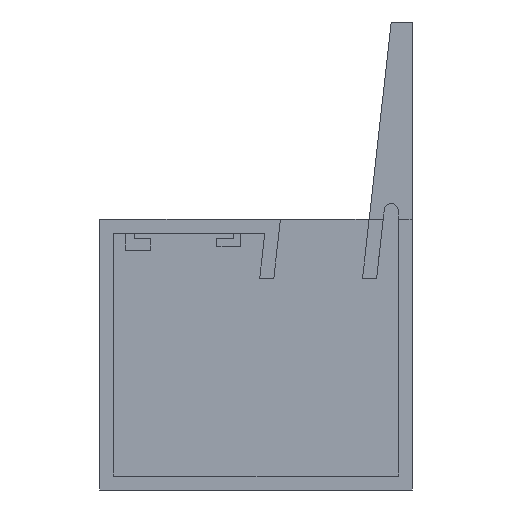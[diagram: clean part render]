
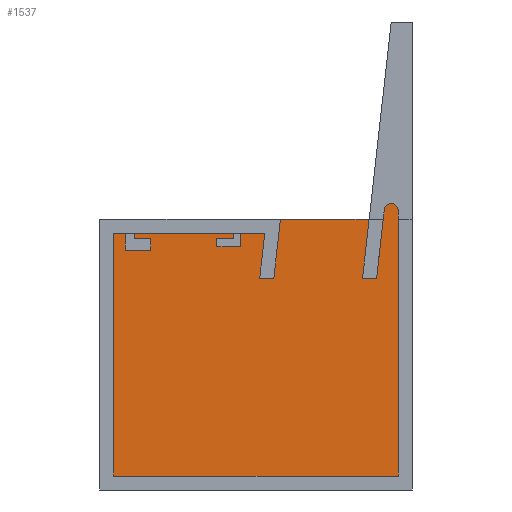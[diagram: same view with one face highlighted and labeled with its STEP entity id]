
A CAD part, left-side view. The second image highlights one B-rep face of the part: STEP entity #1537.
In plain terms, the highlighted planar face has unit normal (-1, 0, 0).
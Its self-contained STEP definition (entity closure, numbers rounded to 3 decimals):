
#63=PLANE('',#1639);
#140=FACE_OUTER_BOUND('',#221,.T.);
#221=EDGE_LOOP('',(#1413,#1414,#1415,#1416,#1417,#1418,#1419,#1420,#1421,
#1422,#1423,#1424,#1425,#1426));
#237=CIRCLE('',#1634,3.);
#338=LINE('',#2814,#485);
#344=LINE('',#2826,#491);
#385=LINE('',#4459,#532);
#390=LINE('',#4469,#537);
#414=LINE('',#4517,#561);
#429=LINE('',#4552,#576);
#432=LINE('',#4558,#579);
#435=LINE('',#4564,#582);
#438=LINE('',#4570,#585);
#441=LINE('',#4575,#588);
#443=LINE('',#4578,#590);
#447=LINE('',#4587,#594);
#448=LINE('',#4589,#595);
#485=VECTOR('',#1747,10.);
#491=VECTOR('',#1757,10.);
#532=VECTOR('',#1828,10.);
#537=VECTOR('',#1835,10.);
#561=VECTOR('',#1887,10.);
#576=VECTOR('',#1918,10.);
#579=VECTOR('',#1923,10.);
#582=VECTOR('',#1928,10.);
#585=VECTOR('',#1933,10.);
#588=VECTOR('',#1938,10.);
#590=VECTOR('',#1942,10.);
#594=VECTOR('',#1952,10.);
#595=VECTOR('',#1955,10.);
#672=VERTEX_POINT('',#2811);
#673=VERTEX_POINT('',#2813);
#677=VERTEX_POINT('',#2824);
#710=VERTEX_POINT('',#4456);
#711=VERTEX_POINT('',#4458);
#714=VERTEX_POINT('',#4466);
#715=VERTEX_POINT('',#4468);
#736=VERTEX_POINT('',#4549);
#737=VERTEX_POINT('',#4551);
#739=VERTEX_POINT('',#4557);
#741=VERTEX_POINT('',#4563);
#743=VERTEX_POINT('',#4569);
#745=VERTEX_POINT('',#4581);
#746=VERTEX_POINT('',#4585);
#839=EDGE_CURVE('',#673,#672,#338,.T.);
#845=EDGE_CURVE('',#672,#677,#344,.F.);
#905=EDGE_CURVE('',#711,#710,#385,.T.);
#910=EDGE_CURVE('',#715,#714,#390,.T.);
#935=EDGE_CURVE('',#710,#715,#414,.T.);
#952=EDGE_CURVE('',#737,#736,#429,.T.);
#955=EDGE_CURVE('',#739,#711,#432,.T.);
#958=EDGE_CURVE('',#741,#739,#435,.T.);
#961=EDGE_CURVE('',#714,#743,#438,.T.);
#964=EDGE_CURVE('',#677,#741,#441,.T.);
#966=EDGE_CURVE('',#743,#737,#443,.T.);
#969=EDGE_CURVE('',#736,#745,#237,.T.);
#971=EDGE_CURVE('',#745,#746,#447,.T.);
#972=EDGE_CURVE('',#746,#673,#448,.T.);
#1413=ORIENTED_EDGE('',*,*,#964,.T.);
#1414=ORIENTED_EDGE('',*,*,#958,.T.);
#1415=ORIENTED_EDGE('',*,*,#955,.T.);
#1416=ORIENTED_EDGE('',*,*,#905,.T.);
#1417=ORIENTED_EDGE('',*,*,#935,.T.);
#1418=ORIENTED_EDGE('',*,*,#910,.T.);
#1419=ORIENTED_EDGE('',*,*,#961,.T.);
#1420=ORIENTED_EDGE('',*,*,#966,.T.);
#1421=ORIENTED_EDGE('',*,*,#952,.T.);
#1422=ORIENTED_EDGE('',*,*,#969,.T.);
#1423=ORIENTED_EDGE('',*,*,#971,.T.);
#1424=ORIENTED_EDGE('',*,*,#972,.T.);
#1425=ORIENTED_EDGE('',*,*,#839,.T.);
#1426=ORIENTED_EDGE('',*,*,#845,.T.);
#1537=ADVANCED_FACE('',(#140),#63,.F.);
#1634=AXIS2_PLACEMENT_3D('',#4583,#1947,#1948);
#1639=AXIS2_PLACEMENT_3D('',#4594,#1962,#1963);
#1747=DIRECTION('',(0.,-0.111,0.994));
#1757=DIRECTION('',(0.,-1.,0.));
#1828=DIRECTION('',(0.,1.,0.));
#1835=DIRECTION('',(0.,1.,0.));
#1887=DIRECTION('',(0.,1.,0.));
#1918=DIRECTION('',(0.,0.,1.));
#1923=DIRECTION('',(0.,-0.111,0.994));
#1928=DIRECTION('',(0.,1.,0.));
#1933=DIRECTION('',(0.,0.,-1.));
#1938=DIRECTION('',(0.,0.111,-0.994));
#1942=DIRECTION('',(0.,-1.,0.));
#1947=DIRECTION('center_axis',(-1.,0.,0.));
#1948=DIRECTION('ref_axis',(0.,0.994,0.111));
#1952=DIRECTION('',(0.,0.111,-0.994));
#1955=DIRECTION('',(0.,1.,0.));
#1962=DIRECTION('center_axis',(1.,0.,0.));
#1963=DIRECTION('ref_axis',(0.,1.,0.));
#2811=CARTESIAN_POINT('',(16.1,-16.472,-93.643));
#2813=CARTESIAN_POINT('',(16.1,-13.654,-118.843));
#2814=CARTESIAN_POINT('',(16.1,-15.307,-104.063));
#2824=CARTESIAN_POINT('',(16.1,21.564,-93.643));
#2826=CARTESIAN_POINT('',(16.1,65.51,-93.643));
#4456=CARTESIAN_POINT('',(16.1,49.208,-99.643));
#4458=CARTESIAN_POINT('',(16.1,28.272,-99.643));
#4459=CARTESIAN_POINT('',(16.1,30.146,-99.643));
#4466=CARTESIAN_POINT('',(16.1,93.,-99.643));
#4468=CARTESIAN_POINT('',(16.1,76.792,-99.643));
#4469=CARTESIAN_POINT('',(16.1,30.146,-99.643));
#4517=CARTESIAN_POINT('',(16.1,30.146,-99.643));
#4549=CARTESIAN_POINT('',(16.1,-28.959,-89.788));
#4551=CARTESIAN_POINT('',(16.1,-28.959,-203.643));
#4552=CARTESIAN_POINT('',(16.1,-28.959,-156.482));
#4557=CARTESIAN_POINT('',(16.1,30.419,-118.843));
#4558=CARTESIAN_POINT('',(16.1,29.903,-114.229));
#4563=CARTESIAN_POINT('',(16.1,24.381,-118.843));
#4564=CARTESIAN_POINT('',(16.1,28.201,-118.843));
#4569=CARTESIAN_POINT('',(16.1,93.,-203.643));
#4570=CARTESIAN_POINT('',(16.1,93.,-104.482));
#4575=CARTESIAN_POINT('',(16.1,22.494,-101.963));
#4578=CARTESIAN_POINT('',(16.1,62.51,-203.643));
#4581=CARTESIAN_POINT('',(16.1,-22.977,-89.455));
#4583=CARTESIAN_POINT('Origin',(16.1,-25.959,-89.788));
#4585=CARTESIAN_POINT('',(16.1,-19.691,-118.843));
#4587=CARTESIAN_POINT('',(16.1,-21.541,-102.302));
#4589=CARTESIAN_POINT('',(16.1,6.165,-118.843));
#4594=CARTESIAN_POINT('Origin',(16.1,32.021,-109.321));
